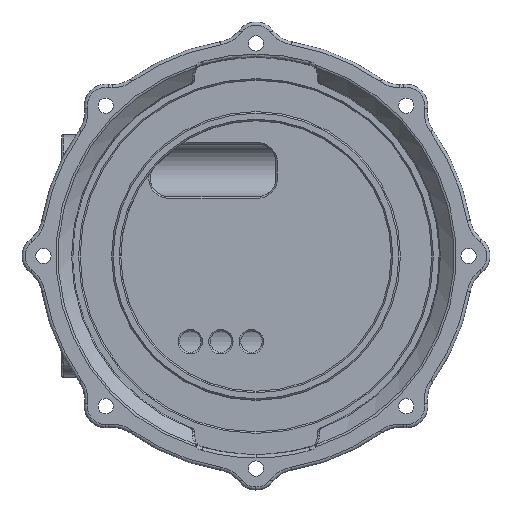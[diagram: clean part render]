
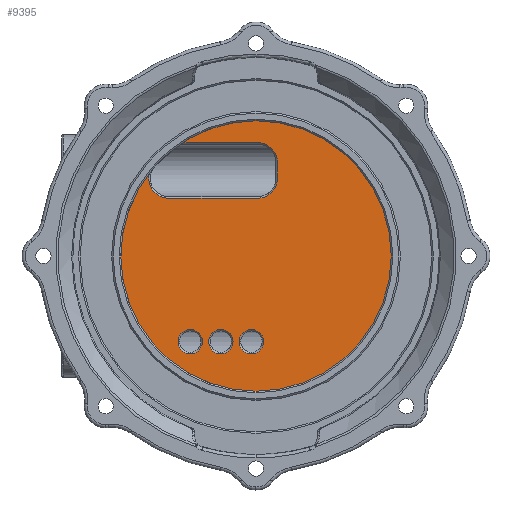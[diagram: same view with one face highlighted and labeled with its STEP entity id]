
A CAD part, front view. The second image highlights one B-rep face of the part: STEP entity #9395.
In plain terms, the highlighted planar face has unit normal (0, -1, 0).
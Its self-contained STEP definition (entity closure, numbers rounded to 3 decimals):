
#164 = CIRCLE ( 'NONE', #11339, 3.25 ) ;
#166 = ORIENTED_EDGE ( 'NONE', *, *, #15672, .T. ) ;
#273 = EDGE_LOOP ( 'NONE', ( #166, #6988 ) ) ;
#378 = CARTESIAN_POINT ( 'NONE',  ( -12.119, 17., 18.48 ) ) ;
#424 = DIRECTION ( 'NONE',  ( 0., 0., -1. ) ) ;
#828 = DIRECTION ( 'NONE',  ( 0., 1., 0. ) ) ;
#1022 = ORIENTED_EDGE ( 'NONE', *, *, #13547, .T. ) ;
#1129 = EDGE_LOOP ( 'NONE', ( #5271, #20846 ) ) ;
#1816 = LINE ( 'NONE', #21157, #5325 ) ;
#1820 = EDGE_CURVE ( 'NONE', #20769, #18208, #23132, .T. ) ;
#1969 = ORIENTED_EDGE ( 'NONE', *, *, #8275, .T. ) ;
#2134 = CARTESIAN_POINT ( 'NONE',  ( 0., 17., 0. ) ) ;
#2218 = DIRECTION ( 'NONE',  ( 0., -1., 0. ) ) ;
#2260 = EDGE_CURVE ( 'NONE', #6441, #15546, #4176, .T. ) ;
#2277 = ORIENTED_EDGE ( 'NONE', *, *, #14809, .T. ) ;
#2285 = CIRCLE ( 'NONE', #17679, 2. ) ;
#2299 = CARTESIAN_POINT ( 'NONE',  ( -17.375, 17., 13.657 ) ) ;
#2330 = VECTOR ( 'NONE', #14116, 1000. ) ;
#2354 = CARTESIAN_POINT ( 'NONE',  ( -14.271, 17., 9.445 ) ) ;
#2400 = EDGE_LOOP ( 'NONE', ( #19236, #1022, #17891, #16112, #19794, #10222, #2277, #18809, #1969, #8161 ) ) ;
#2419 = CIRCLE ( 'NONE', #22327, 3.25 ) ;
#2746 = CARTESIAN_POINT ( 'NONE',  ( 3.5, 17., 15.305 ) ) ;
#2886 = CIRCLE ( 'NONE', #21286, 2. ) ;
#2998 = DIRECTION ( 'NONE',  ( 0., 1., 0. ) ) ;
#3316 = CARTESIAN_POINT ( 'NONE',  ( 0.25, 17., 15.305 ) ) ;
#3714 = DIRECTION ( 'NONE',  ( 0., 0., -1. ) ) ;
#4090 = LINE ( 'NONE', #17792, #2330 ) ;
#4176 = CIRCLE ( 'NONE', #6790, 3.25 ) ;
#4378 = VERTEX_POINT ( 'NONE', #4793 ) ;
#4721 = DIRECTION ( 'NONE',  ( 0., 0., -1. ) ) ;
#4793 = CARTESIAN_POINT ( 'NONE',  ( 0., 17., 22.1 ) ) ;
#5147 = FACE_BOUND ( 'NONE', #1129, .T. ) ;
#5216 = DIRECTION ( 'NONE',  ( 0., 1., 0. ) ) ;
#5271 = ORIENTED_EDGE ( 'NONE', *, *, #1820, .T. ) ;
#5325 = VECTOR ( 'NONE', #17185, 1000. ) ;
#5384 = CARTESIAN_POINT ( 'NONE',  ( -14.271, 17., 12.695 ) ) ;
#5466 = AXIS2_PLACEMENT_3D ( 'NONE', #20441, #5216, #7110 ) ;
#5831 = CARTESIAN_POINT ( 'NONE',  ( 3.5, 17., 12.695 ) ) ;
#6441 = VERTEX_POINT ( 'NONE', #5831 ) ;
#6657 = CIRCLE ( 'NONE', #16240, 22.1 ) ;
#6699 = VERTEX_POINT ( 'NONE', #2354 ) ;
#6790 = AXIS2_PLACEMENT_3D ( 'NONE', #14903, #18316, #7293 ) ;
#6970 = DIRECTION ( 'NONE',  ( 0., -1., 0. ) ) ;
#6988 = ORIENTED_EDGE ( 'NONE', *, *, #11724, .T. ) ;
#7110 = DIRECTION ( 'NONE',  ( 0., 0., -1. ) ) ;
#7293 = DIRECTION ( 'NONE',  ( 0., 0., -1. ) ) ;
#7295 = CARTESIAN_POINT ( 'NONE',  ( -5.75, 17., -12. ) ) ;
#7341 = EDGE_CURVE ( 'NONE', #9911, #17694, #22776, .T. ) ;
#7678 = DIRECTION ( 'NONE',  ( 0., 1., 0. ) ) ;
#7843 = CARTESIAN_POINT ( 'NONE',  ( -11.426, 17., 15.305 ) ) ;
#7884 = CARTESIAN_POINT ( 'NONE',  ( -11.426, 17., 18.555 ) ) ;
#7915 = AXIS2_PLACEMENT_3D ( 'NONE', #22310, #10990, #3714 ) ;
#8161 = ORIENTED_EDGE ( 'NONE', *, *, #2260, .T. ) ;
#8197 = EDGE_CURVE ( 'NONE', #12725, #19971, #164, .T. ) ;
#8275 = EDGE_CURVE ( 'NONE', #11607, #6441, #1816, .T. ) ;
#8381 = EDGE_CURVE ( 'NONE', #17694, #9911, #24078, .T. ) ;
#8492 = DIRECTION ( 'NONE',  ( 0., 0., -1. ) ) ;
#8676 = DIRECTION ( 'NONE',  ( 0., 0., -1. ) ) ;
#8680 = CARTESIAN_POINT ( 'NONE',  ( 0.25, 17., 18.555 ) ) ;
#8972 = FACE_BOUND ( 'NONE', #273, .T. ) ;
#8999 = FACE_BOUND ( 'NONE', #23160, .T. ) ;
#9035 = DIRECTION ( 'NONE',  ( 0., 0., -1. ) ) ;
#9395 = ADVANCED_FACE ( 'NONE', ( #8972, #5147, #8999, #21723 ), #17259, .T. ) ;
#9771 = ORIENTED_EDGE ( 'NONE', *, *, #8381, .T. ) ;
#9797 = DIRECTION ( 'NONE',  ( 0., 1., 0. ) ) ;
#9804 = DIRECTION ( 'NONE',  ( -1., 0., 0. ) ) ;
#9881 = VERTEX_POINT ( 'NONE', #18653 ) ;
#9911 = VERTEX_POINT ( 'NONE', #14998 ) ;
#10222 = ORIENTED_EDGE ( 'NONE', *, *, #8197, .T. ) ;
#10990 = DIRECTION ( 'NONE',  ( 0., -1., 0. ) ) ;
#11044 = VERTEX_POINT ( 'NONE', #21272 ) ;
#11339 = AXIS2_PLACEMENT_3D ( 'NONE', #7843, #7678, #424 ) ;
#11402 = DIRECTION ( 'NONE',  ( 0., 0., -1. ) ) ;
#11607 = VERTEX_POINT ( 'NONE', #2746 ) ;
#11616 = DIRECTION ( 'NONE',  ( 0., 0., -1. ) ) ;
#11724 = EDGE_CURVE ( 'NONE', #18574, #11044, #16626, .T. ) ;
#12483 = EDGE_CURVE ( 'NONE', #21751, #11607, #2419, .T. ) ;
#12725 = VERTEX_POINT ( 'NONE', #378 ) ;
#12763 = DIRECTION ( 'NONE',  ( 0., 0., -1. ) ) ;
#12917 = CARTESIAN_POINT ( 'NONE',  ( 0., 17., 0. ) ) ;
#13016 = CIRCLE ( 'NONE', #16997, 3.25 ) ;
#13547 = EDGE_CURVE ( 'NONE', #6699, #22895, #13016, .T. ) ;
#14116 = DIRECTION ( 'NONE',  ( 1., 0., 0. ) ) ;
#14133 = AXIS2_PLACEMENT_3D ( 'NONE', #18087, #6970, #8492 ) ;
#14164 = CARTESIAN_POINT ( 'NONE',  ( -10.75, 17., -16. ) ) ;
#14809 = EDGE_CURVE ( 'NONE', #19971, #21751, #4090, .T. ) ;
#14903 = CARTESIAN_POINT ( 'NONE',  ( 0.25, 17., 12.695 ) ) ;
#14998 = CARTESIAN_POINT ( 'NONE',  ( -10.75, 17., -12. ) ) ;
#15546 = VERTEX_POINT ( 'NONE', #20619 ) ;
#15586 = LINE ( 'NONE', #21206, #19996 ) ;
#15672 = EDGE_CURVE ( 'NONE', #11044, #18574, #2886, .T. ) ;
#15974 = AXIS2_PLACEMENT_3D ( 'NONE', #2134, #2218, #11402 ) ;
#16063 = DIRECTION ( 'NONE',  ( 0., 1., 0. ) ) ;
#16112 = ORIENTED_EDGE ( 'NONE', *, *, #18121, .T. ) ;
#16240 = AXIS2_PLACEMENT_3D ( 'NONE', #12917, #24419, #12763 ) ;
#16494 = ORIENTED_EDGE ( 'NONE', *, *, #7341, .T. ) ;
#16595 = EDGE_CURVE ( 'NONE', #18208, #20769, #2285, .T. ) ;
#16626 = CIRCLE ( 'NONE', #22001, 2. ) ;
#16729 = DIRECTION ( 'NONE',  ( 0., 0., -1. ) ) ;
#16997 = AXIS2_PLACEMENT_3D ( 'NONE', #5384, #24313, #9035 ) ;
#17086 = CIRCLE ( 'NONE', #7915, 22.1 ) ;
#17185 = DIRECTION ( 'NONE',  ( 0., 0., -1. ) ) ;
#17259 = PLANE ( 'NONE',  #15974 ) ;
#17679 = AXIS2_PLACEMENT_3D ( 'NONE', #18044, #19705, #8676 ) ;
#17694 = VERTEX_POINT ( 'NONE', #14164 ) ;
#17792 = CARTESIAN_POINT ( 'NONE',  ( 0.25, 17., 18.555 ) ) ;
#17816 = CARTESIAN_POINT ( 'NONE',  ( -0.75, 17., -12. ) ) ;
#17891 = ORIENTED_EDGE ( 'NONE', *, *, #24289, .T. ) ;
#18044 = CARTESIAN_POINT ( 'NONE',  ( -5.75, 17., -14. ) ) ;
#18087 = CARTESIAN_POINT ( 'NONE',  ( 0., 17., 0. ) ) ;
#18121 = EDGE_CURVE ( 'NONE', #9881, #4378, #6657, .T. ) ;
#18133 = DIRECTION ( 'NONE',  ( 0., 1., 0. ) ) ;
#18208 = VERTEX_POINT ( 'NONE', #7295 ) ;
#18316 = DIRECTION ( 'NONE',  ( 0., 1., 0. ) ) ;
#18370 = AXIS2_PLACEMENT_3D ( 'NONE', #19721, #16063, #4721 ) ;
#18458 = DIRECTION ( 'NONE',  ( 0., 0., -1. ) ) ;
#18574 = VERTEX_POINT ( 'NONE', #17816 ) ;
#18653 = CARTESIAN_POINT ( 'NONE',  ( 0., 17., -22.1 ) ) ;
#18809 = ORIENTED_EDGE ( 'NONE', *, *, #12483, .T. ) ;
#19236 = ORIENTED_EDGE ( 'NONE', *, *, #22963, .T. ) ;
#19705 = DIRECTION ( 'NONE',  ( 0., 1., 0. ) ) ;
#19721 = CARTESIAN_POINT ( 'NONE',  ( -5.75, 17., -14. ) ) ;
#19794 = ORIENTED_EDGE ( 'NONE', *, *, #21865, .T. ) ;
#19971 = VERTEX_POINT ( 'NONE', #7884 ) ;
#19996 = VECTOR ( 'NONE', #9804, 1000. ) ;
#20441 = CARTESIAN_POINT ( 'NONE',  ( -10.75, 17., -14. ) ) ;
#20535 = CIRCLE ( 'NONE', #14133, 22.1 ) ;
#20619 = CARTESIAN_POINT ( 'NONE',  ( 0.25, 17., 9.445 ) ) ;
#20769 = VERTEX_POINT ( 'NONE', #21645 ) ;
#20846 = ORIENTED_EDGE ( 'NONE', *, *, #16595, .T. ) ;
#20955 = CARTESIAN_POINT ( 'NONE',  ( -0.75, 17., -14. ) ) ;
#21157 = CARTESIAN_POINT ( 'NONE',  ( 3.5, 17., 0. ) ) ;
#21206 = CARTESIAN_POINT ( 'NONE',  ( -14.271, 17., 9.445 ) ) ;
#21272 = CARTESIAN_POINT ( 'NONE',  ( -0.75, 17., -16. ) ) ;
#21286 = AXIS2_PLACEMENT_3D ( 'NONE', #20955, #9797, #11616 ) ;
#21487 = CARTESIAN_POINT ( 'NONE',  ( -10.75, 17., -14. ) ) ;
#21645 = CARTESIAN_POINT ( 'NONE',  ( -5.75, 17., -16. ) ) ;
#21723 = FACE_OUTER_BOUND ( 'NONE', #2400, .T. ) ;
#21751 = VERTEX_POINT ( 'NONE', #8680 ) ;
#21865 = EDGE_CURVE ( 'NONE', #4378, #12725, #17086, .T. ) ;
#22001 = AXIS2_PLACEMENT_3D ( 'NONE', #22077, #18133, #18458 ) ;
#22077 = CARTESIAN_POINT ( 'NONE',  ( -0.75, 17., -14. ) ) ;
#22245 = AXIS2_PLACEMENT_3D ( 'NONE', #21487, #828, #23294 ) ;
#22310 = CARTESIAN_POINT ( 'NONE',  ( 0., 17., 0. ) ) ;
#22327 = AXIS2_PLACEMENT_3D ( 'NONE', #3316, #2998, #16729 ) ;
#22776 = CIRCLE ( 'NONE', #5466, 2. ) ;
#22895 = VERTEX_POINT ( 'NONE', #2299 ) ;
#22963 = EDGE_CURVE ( 'NONE', #15546, #6699, #15586, .T. ) ;
#23132 = CIRCLE ( 'NONE', #18370, 2. ) ;
#23160 = EDGE_LOOP ( 'NONE', ( #9771, #16494 ) ) ;
#23294 = DIRECTION ( 'NONE',  ( 0., 0., -1. ) ) ;
#24078 = CIRCLE ( 'NONE', #22245, 2. ) ;
#24289 = EDGE_CURVE ( 'NONE', #22895, #9881, #20535, .T. ) ;
#24313 = DIRECTION ( 'NONE',  ( 0., 1., 0. ) ) ;
#24419 = DIRECTION ( 'NONE',  ( 0., -1., 0. ) ) ;
